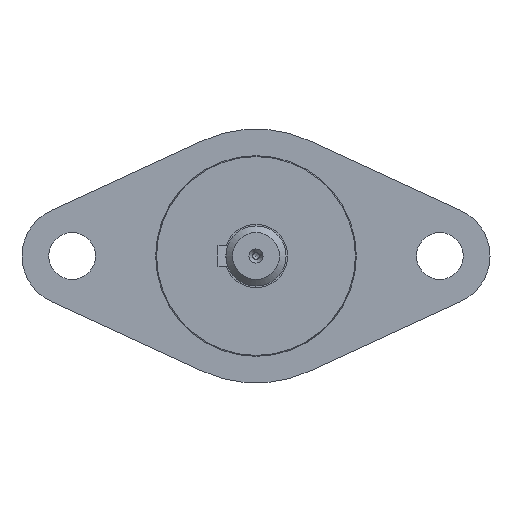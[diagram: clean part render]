
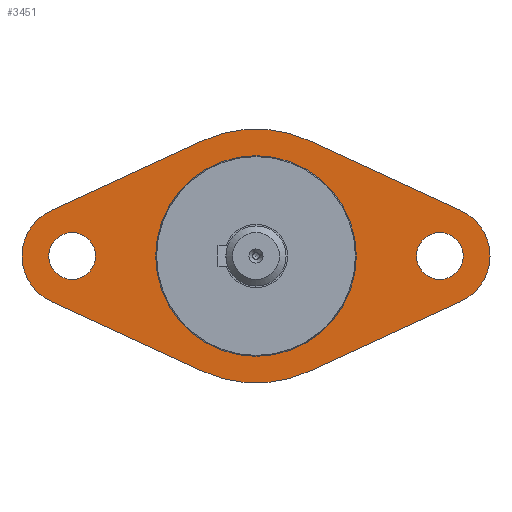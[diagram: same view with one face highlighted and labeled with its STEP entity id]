
A CAD part, left-side view. The second image highlights one B-rep face of the part: STEP entity #3451.
In plain terms, the highlighted planar face has unit normal (-1, 0, 0).
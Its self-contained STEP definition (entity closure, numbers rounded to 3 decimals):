
#60=FACE_BOUND('',#588,.T.);
#61=FACE_BOUND('',#589,.T.);
#62=FACE_BOUND('',#590,.T.);
#165=PLANE('',#3767);
#369=FACE_OUTER_BOUND('',#587,.T.);
#587=EDGE_LOOP('',(#2797,#2798,#2799,#2800,#2801,#2802,#2803,#2804));
#588=EDGE_LOOP('',(#2805));
#589=EDGE_LOOP('',(#2806));
#590=EDGE_LOOP('',(#2807,#2808));
#890=LINE('',#5801,#1152);
#891=LINE('',#5805,#1153);
#892=LINE('',#5809,#1154);
#893=LINE('',#5812,#1155);
#1152=VECTOR('',#4564,10.);
#1153=VECTOR('',#4567,10.);
#1154=VECTOR('',#4570,10.);
#1155=VECTOR('',#4573,10.);
#1300=CIRCLE('',#3768,7.5);
#1301=CIRCLE('',#3769,19.);
#1302=CIRCLE('',#3770,7.5);
#1303=CIRCLE('',#3771,19.);
#1304=CIRCLE('',#3772,3.5);
#1305=CIRCLE('',#3773,3.5);
#1306=CIRCLE('',#3774,15.);
#1307=CIRCLE('',#3775,15.);
#1628=VERTEX_POINT('',#5797);
#1629=VERTEX_POINT('',#5798);
#1630=VERTEX_POINT('',#5800);
#1631=VERTEX_POINT('',#5802);
#1632=VERTEX_POINT('',#5804);
#1633=VERTEX_POINT('',#5806);
#1634=VERTEX_POINT('',#5808);
#1635=VERTEX_POINT('',#5810);
#1636=VERTEX_POINT('',#5813);
#1637=VERTEX_POINT('',#5815);
#1638=VERTEX_POINT('',#5817);
#1639=VERTEX_POINT('',#5818);
#2043=EDGE_CURVE('',#1628,#1629,#1300,.T.);
#2044=EDGE_CURVE('',#1629,#1630,#890,.T.);
#2045=EDGE_CURVE('',#1630,#1631,#1301,.T.);
#2046=EDGE_CURVE('',#1631,#1632,#891,.T.);
#2047=EDGE_CURVE('',#1632,#1633,#1302,.T.);
#2048=EDGE_CURVE('',#1633,#1634,#892,.T.);
#2049=EDGE_CURVE('',#1634,#1635,#1303,.T.);
#2050=EDGE_CURVE('',#1635,#1628,#893,.T.);
#2051=EDGE_CURVE('',#1636,#1636,#1304,.T.);
#2052=EDGE_CURVE('',#1637,#1637,#1305,.T.);
#2053=EDGE_CURVE('',#1638,#1639,#1306,.T.);
#2054=EDGE_CURVE('',#1639,#1638,#1307,.T.);
#2797=ORIENTED_EDGE('',*,*,#2043,.T.);
#2798=ORIENTED_EDGE('',*,*,#2044,.T.);
#2799=ORIENTED_EDGE('',*,*,#2045,.T.);
#2800=ORIENTED_EDGE('',*,*,#2046,.T.);
#2801=ORIENTED_EDGE('',*,*,#2047,.T.);
#2802=ORIENTED_EDGE('',*,*,#2048,.T.);
#2803=ORIENTED_EDGE('',*,*,#2049,.T.);
#2804=ORIENTED_EDGE('',*,*,#2050,.T.);
#2805=ORIENTED_EDGE('',*,*,#2051,.T.);
#2806=ORIENTED_EDGE('',*,*,#2052,.T.);
#2807=ORIENTED_EDGE('',*,*,#2053,.T.);
#2808=ORIENTED_EDGE('',*,*,#2054,.T.);
#3451=ADVANCED_FACE('',(#369,#60,#61,#62),#165,.T.);
#3767=AXIS2_PLACEMENT_3D('',#5796,#4560,#4561);
#3768=AXIS2_PLACEMENT_3D('',#5799,#4562,#4563);
#3769=AXIS2_PLACEMENT_3D('',#5803,#4565,#4566);
#3770=AXIS2_PLACEMENT_3D('',#5807,#4568,#4569);
#3771=AXIS2_PLACEMENT_3D('',#5811,#4571,#4572);
#3772=AXIS2_PLACEMENT_3D('',#5814,#4574,#4575);
#3773=AXIS2_PLACEMENT_3D('',#5816,#4576,#4577);
#3774=AXIS2_PLACEMENT_3D('',#5819,#4578,#4579);
#3775=AXIS2_PLACEMENT_3D('',#5820,#4580,#4581);
#4560=DIRECTION('center_axis',(-1.,0.,0.));
#4561=DIRECTION('ref_axis',(0.,0.,
-1.));
#4562=DIRECTION('center_axis',(-1.,0.,0.));
#4563=DIRECTION('ref_axis',(0.,-0.418,0.908));
#4564=DIRECTION('',(0.,0.908,0.418));
#4565=DIRECTION('center_axis',(-1.,0.,0.));
#4566=DIRECTION('ref_axis',(0.,0.418,0.908));
#4567=DIRECTION('',(0.,0.908,-0.418));
#4568=DIRECTION('center_axis',(-1.,0.,0.));
#4569=DIRECTION('ref_axis',(0.,0.418,-0.908));
#4570=DIRECTION('',(0.,-0.908,-0.418));
#4571=DIRECTION('center_axis',(-1.,0.,0.));
#4572=DIRECTION('ref_axis',(0.,-0.418,-0.908));
#4573=DIRECTION('',(0.,-0.908,0.418));
#4574=DIRECTION('center_axis',(1.,0.,0.));
#4575=DIRECTION('ref_axis',(0.,0.,
-1.));
#4576=DIRECTION('center_axis',(1.,0.,0.));
#4577=DIRECTION('ref_axis',(0.,0.,
-1.));
#4578=DIRECTION('center_axis',(1.,0.,0.));
#4579=DIRECTION('ref_axis',(0.,-1.,0.));
#4580=DIRECTION('center_axis',(1.,0.,0.));
#4581=DIRECTION('ref_axis',(0.,-1.,0.));
#5796=CARTESIAN_POINT('Origin',(-65.7,-25.,0.));
#5797=CARTESIAN_POINT('',(-65.7,-30.636,-6.813));
#5798=CARTESIAN_POINT('',(-65.7,-30.636,6.813));
#5799=CARTESIAN_POINT('Origin',(-65.7,-27.5,0.));
#5800=CARTESIAN_POINT('',(-65.7,-7.945,17.259));
#5801=CARTESIAN_POINT('',(-65.7,-18.26,12.511));
#5802=CARTESIAN_POINT('',(-65.7,7.945,17.259));
#5803=CARTESIAN_POINT('Origin',(-65.7,0.,0.));
#5804=CARTESIAN_POINT('',(-65.7,30.636,6.813));
#5805=CARTESIAN_POINT('',(-65.7,8.977,16.784));
#5806=CARTESIAN_POINT('',(-65.7,30.636,-6.813));
#5807=CARTESIAN_POINT('Origin',(-65.7,27.5,0.));
#5808=CARTESIAN_POINT('',(-65.7,7.945,-17.259));
#5809=CARTESIAN_POINT('',(-65.7,-2.369,-22.007));
#5810=CARTESIAN_POINT('',(-65.7,-7.945,-17.259));
#5811=CARTESIAN_POINT('Origin',(-65.7,0.,0.));
#5812=CARTESIAN_POINT('',(-65.7,-29.605,-7.288));
#5813=CARTESIAN_POINT('',(-65.7,27.5,3.5));
#5814=CARTESIAN_POINT('Origin',(-65.7,27.5,0.));
#5815=CARTESIAN_POINT('',(-65.7,-27.5,3.5));
#5816=CARTESIAN_POINT('Origin',(-65.7,-27.5,0.));
#5817=CARTESIAN_POINT('',(-65.7,-15.,0.));
#5818=CARTESIAN_POINT('',(-65.7,15.,0.));
#5819=CARTESIAN_POINT('Origin',(-65.7,0.,0.));
#5820=CARTESIAN_POINT('Origin',(-65.7,0.,0.));
